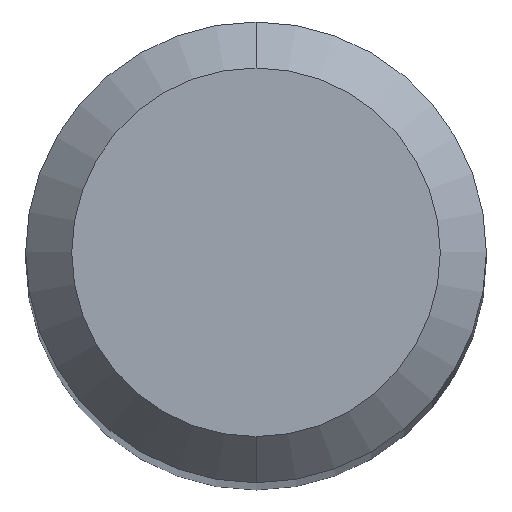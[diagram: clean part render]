
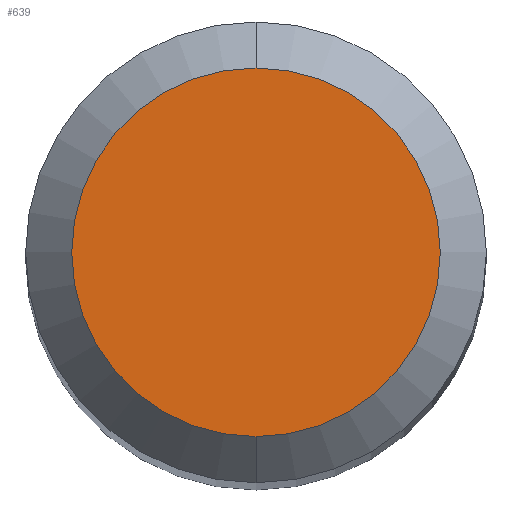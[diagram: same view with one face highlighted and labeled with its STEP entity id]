
A CAD part, top view. The second image highlights one B-rep face of the part: STEP entity #639.
In plain terms, the highlighted planar face has unit normal (0, 0, 1).
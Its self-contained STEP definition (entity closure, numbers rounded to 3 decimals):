
#551=VERTEX_POINT('',#1321);
#639=ADVANCED_FACE('',(#1415),#1416,.T.);
#675=EDGE_CURVE('',#551,#1111,#1456,.T.);
#1111=VERTEX_POINT('',#1939);
#1141=EDGE_CURVE('',#1111,#551,#1969,.T.);
#1321=CARTESIAN_POINT('',(0.,-1.2,0.0));
#1415=FACE_OUTER_BOUND('',#3347,.T.);
#1416=PLANE('',#3348);
#1456=CIRCLE('',#3567,1.2);
#1939=CARTESIAN_POINT('',(0.0,1.2,0.0));
#1969=CIRCLE('',#5947,1.2);
#3347=EDGE_LOOP('',(#6181,#6182));
#3348=AXIS2_PLACEMENT_3D('',#6183,#6184,#6185);
#3567=AXIS2_PLACEMENT_3D('',#6232,#6233,#6234);
#5947=AXIS2_PLACEMENT_3D('',#6806,#6807,#6808);
#6181=ORIENTED_EDGE('',*,*,#1141,.F.);
#6182=ORIENTED_EDGE('',*,*,#675,.F.);
#6183=CARTESIAN_POINT('',(0.0,0.6,0.0));
#6184=DIRECTION('',(-0.0,0.0,1.0));
#6185=DIRECTION('',(0.0,-1.0,0.0));
#6232=CARTESIAN_POINT('',(0.0,0.0,0.0));
#6233=DIRECTION('',(0.0,0.0,-1.0));
#6234=DIRECTION('',(0.0,1.0,0.0));
#6806=CARTESIAN_POINT('',(0.0,0.0,0.0));
#6807=DIRECTION('',(0.0,0.0,-1.0));
#6808=DIRECTION('',(0.0,1.0,0.0));
